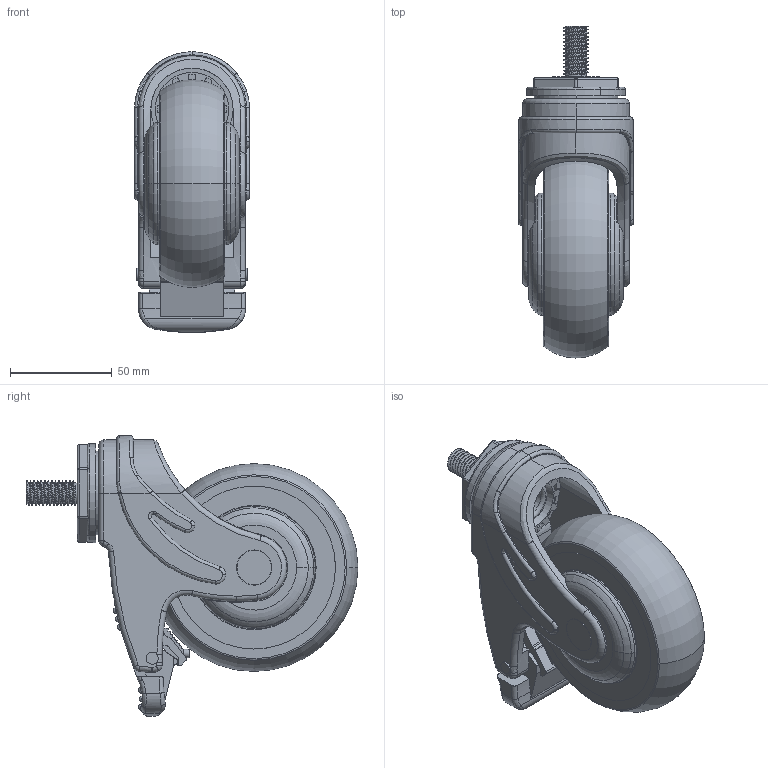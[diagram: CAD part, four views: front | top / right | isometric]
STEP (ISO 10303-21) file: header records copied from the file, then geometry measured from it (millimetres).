
FILE_DESCRIPTION (( 'STEP AP203' ), '1' );
FILE_NAME ('07. ACMC-102SSB.STEP', '2020-02-19T02:51:16', ( '' ), ( '' ), 'SwSTEP 2.0', 'SolidWorks 2019', '' );
FILE_SCHEMA (( 'CONFIG_CONTROL_DESIGN' ));
Length unit declared in the file: millimetre
Products named in the file (6): ACMC-102 BRAKE FRAME; ACMC-102 WHEEL; ACMC-102 BRAKE; ACMC-102 TOP PLATE COVER; ACMC-102 S TOP PLATE; 07. ACMC-102SSB
Assembly tree (5 placements, depth 2):
  07. ACMC-102SSB
    ACMC-102 BRAKE FRAME
    ACMC-102 WHEEL
    ACMC-102 BRAKE
    ACMC-102 TOP PLATE COVER
    ACMC-102 S TOP PLATE
Bounding box: 56.4 x 162.9 x 137.7 mm (x, y, z)
Volume: 426822.2 mm3; surface area: 85240.7 mm2
Topology: 6 solids, 6 shells, 648 faces, 1676 edges, 1062 vertices
Faces by surface type: cylinder 258, plane 213, torus 124, bspline 33, cone 14, sphere 6
Entity records: 29074 total; most frequent: CARTESIAN_POINT 12693, DIRECTION 3406, ORIENTED_EDGE 3340, EDGE_CURVE 1670, AXIS2_PLACEMENT_3D 1383, VERTEX_POINT 1062, CIRCLE 760, EDGE_LOOP 676
